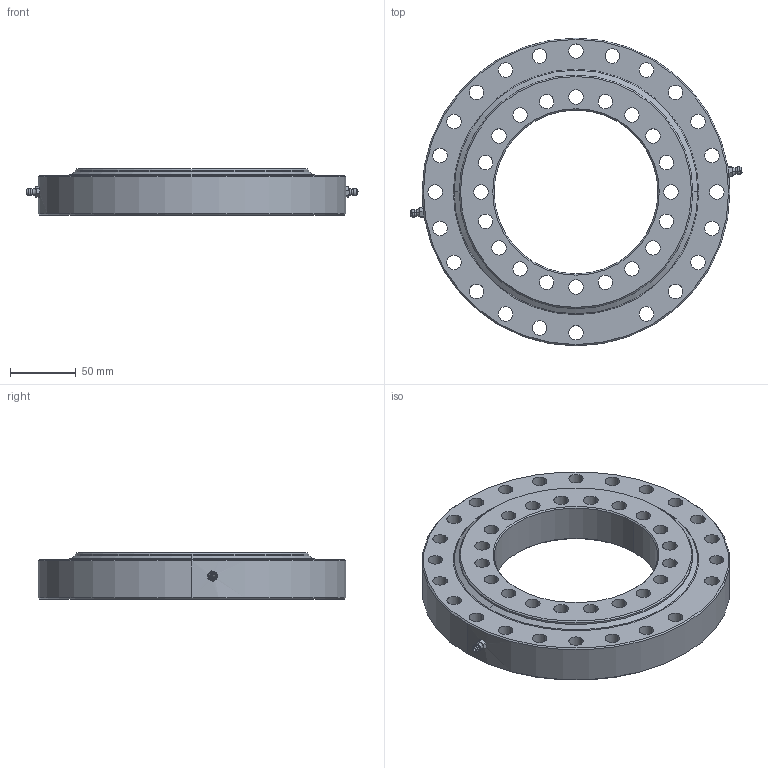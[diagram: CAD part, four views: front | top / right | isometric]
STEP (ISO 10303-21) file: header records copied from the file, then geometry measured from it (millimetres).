
FILE_DESCRIPTION (( 'STEP AP214' ), '1' );
FILE_NAME ('SD.234.14.00.D.1-SH.STEP', '2018-04-17T08:47:15', ( '' ), ( '' ), 'SwSTEP 2.0', 'SolidWorks 2016', '' );
FILE_SCHEMA (( 'AUTOMOTIVE_DESIGN' ));
Length unit declared in the file: millimetre
Products named in the file (1): SD.234.14.00.D.1-SH
Bounding box: 252.35 x 234 x 35 mm (x, y, z)
Surface area: 140251.4 mm2 (no closed solid volume)
Topology: 0 solids, 6 shells, 164 faces, 446 edges, 288 vertices
Faces by surface type: cylinder 98, cone 28, plane 22, torus 16
Entity records: 7442 total; most frequent: CARTESIAN_POINT 1147, DIRECTION 1012, ORIENTED_EDGE 844, EDGE_CURVE 446, AXIS2_PLACEMENT_3D 441, VERTEX_POINT 288, CIRCLE 276, EDGE_LOOP 262
